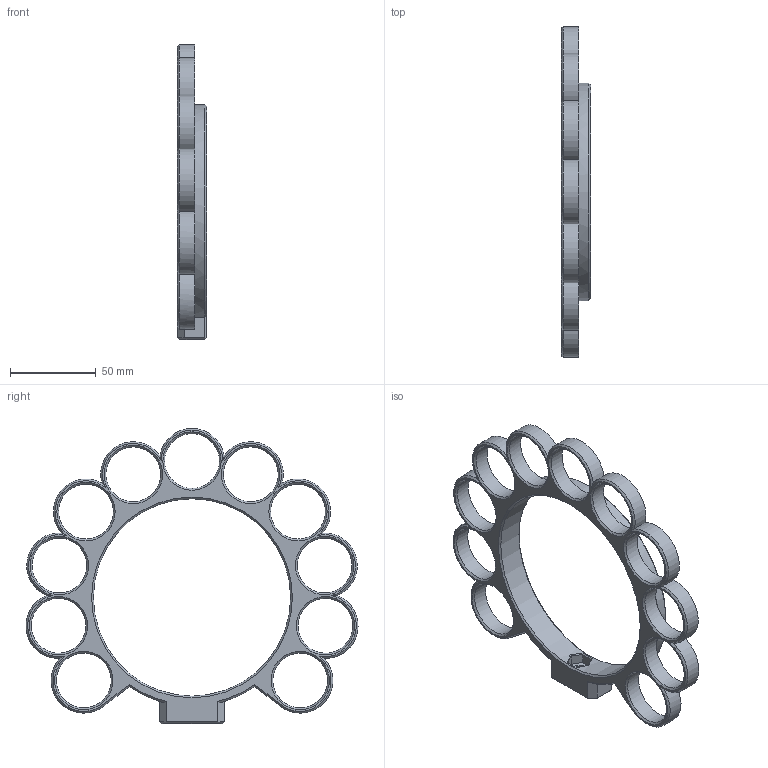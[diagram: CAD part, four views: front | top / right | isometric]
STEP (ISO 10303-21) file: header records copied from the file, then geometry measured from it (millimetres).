
FILE_DESCRIPTION(('HOOPS Exchange Step'),'2;1');
FILE_NAME('temp_export','2023-06-25T17:30:44-04:00',('gmoua'),('Shapr3D Limited'),'HOOPS Exchange 2022.2','Shapr3D','Authorized');
FILE_SCHEMA( ('AUTOMOTIVE_DESIGN { 1 0 10303 214 1 1 1 1 }') );
Length unit declared in the file: millimetre
Products named in the file (1): Tamron 300mm Collar Film Cannister
Bounding box: 17 x 193.52 x 172 mm (x, y, z)
Volume: 76255.8 mm3; surface area: 38133.2 mm2
Topology: 1 solids, 1 shells, 94 faces, 282 edges, 180 vertices
Faces by surface type: cone 37, plane 28, cylinder 25, bspline 4
Full cylindrical faces by diameter (mm): 7 x1, 32 x11, 115 x1
Entity records: 3342 total; most frequent: CARTESIAN_POINT 671, DIRECTION 584, ORIENTED_EDGE 564, EDGE_CURVE 282, AXIS2_PLACEMENT_3D 241, VERTEX_POINT 180, CIRCLE 148, EDGE_LOOP 110
